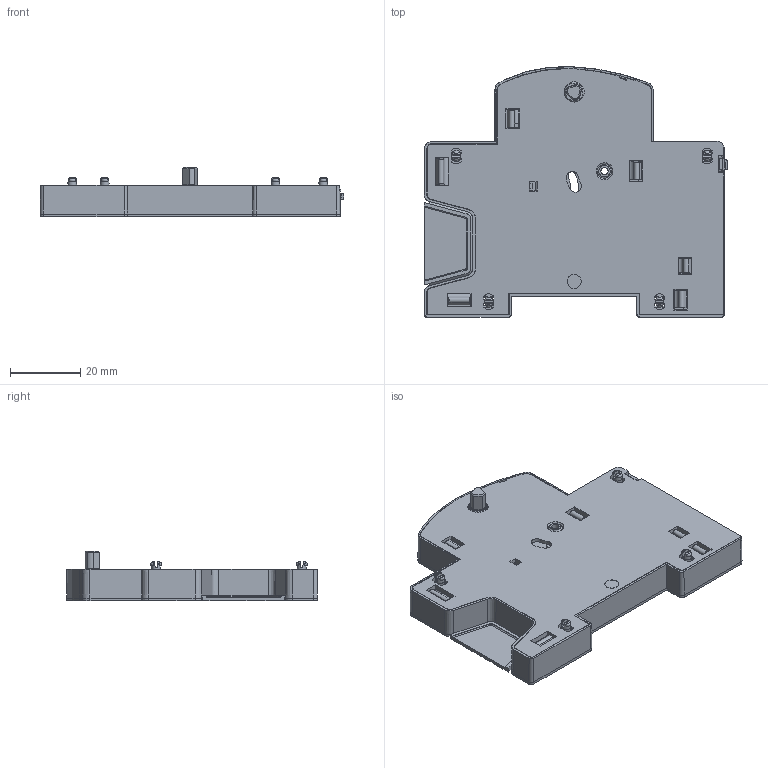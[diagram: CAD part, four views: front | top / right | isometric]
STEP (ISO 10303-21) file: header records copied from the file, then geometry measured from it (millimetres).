
FILE_DESCRIPTION(('CATIA V5 STEP Exchange','CAx-IF Rec.Pracs.--- Model Styling and Organization---1.4--- 2014-01-23'),'2;1');
FILE_NAME('GWD6761 11.stp','2020-10-21T10:07:25+00:00',('none'),('none'),'CATIA Version 5-6 Release 2016 SP4','CATIA V5 STEP AP214','none');
FILE_SCHEMA(('AUTOMOTIVE_DESIGN { 1 0 10303 214 1 1 1 1 }'));
Products named in the file (5): ACCESSORIO AUX DX; 54239942AXXX; 54211863BXXX; 54239967; 54239975
Assembly tree (6 placements, depth 2):
  ACCESSORIO AUX DX
    54239942AXXX
    54211863BXXX  x3
    54239967
    54239975
Bounding box: 86.17 x 71.24 x 14.1 mm (x, y, z)
Volume: 17456.3 mm3; surface area: 30029.1 mm2
Topology: 6 solids, 6 shells, 3971 faces, 11235 edges, 7439 vertices
Faces by surface type: plane 3456, cylinder 317, cone 108, torus 51, bspline 21, sphere 18
Entity records: 124086 total; most frequent: CARTESIAN_POINT 25967, ORIENTED_EDGE 22246, DIRECTION 16730, EDGE_CURVE 11123, VECTOR 9404, LINE 9404, VERTEX_POINT 7371, EDGE_LOOP 4144
